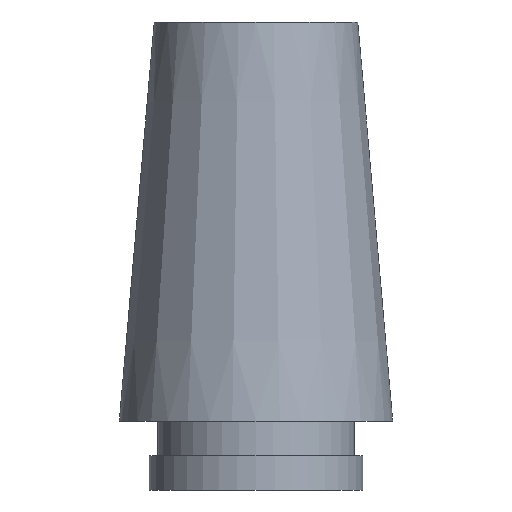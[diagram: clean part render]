
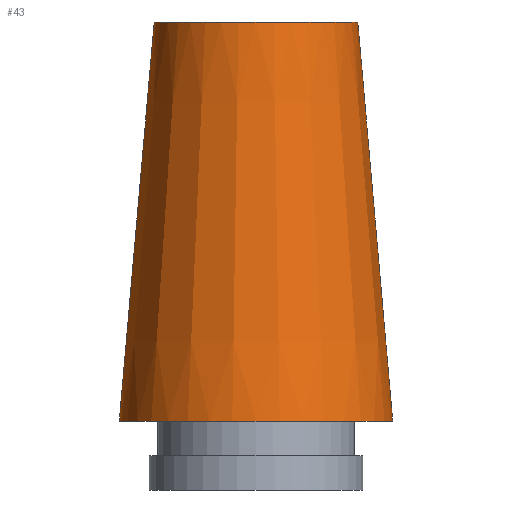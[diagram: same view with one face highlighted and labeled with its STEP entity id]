
A CAD part, front view. The second image highlights one B-rep face of the part: STEP entity #43.
In plain terms, the highlighted conical face has half-angle 5 degrees and reference radius 8.325 mm.
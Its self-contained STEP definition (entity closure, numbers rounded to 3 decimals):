
#34=CONICAL_SURFACE('',#135,8.325,5.);
#43=ADVANCED_FACE('',(#60,#61),#34,.T.);
#60=FACE_BOUND('',#76,.T.);
#61=FACE_BOUND('',#77,.T.);
#76=EDGE_LOOP('',(#92));
#77=EDGE_LOOP('',(#93));
#92=ORIENTED_EDGE('',*,*,#112,.T.);
#93=ORIENTED_EDGE('',*,*,#111,.F.);
#103=VERTEX_POINT('',#189);
#104=VERTEX_POINT('',#192);
#111=EDGE_CURVE('',#103,#103,#119,.T.);
#112=EDGE_CURVE('',#104,#104,#120,.T.);
#119=CIRCLE('',#132,8.325);
#120=CIRCLE('',#134,6.199);
#132=AXIS2_PLACEMENT_3D('',#188,#159,#160);
#134=AXIS2_PLACEMENT_3D('',#191,#163,#164);
#135=AXIS2_PLACEMENT_3D('',#193,#165,#166);
#159=DIRECTION('',(0.,0.,-1.));
#160=DIRECTION('',(-1.,0.,0.));
#163=DIRECTION('',(0.,0.,-1.));
#164=DIRECTION('',(-1.,0.,0.));
#165=DIRECTION('',(0.,0.,-1.));
#166=DIRECTION('',(-1.,0.,0.));
#188=CARTESIAN_POINT('',(0.,0.,-0.857));
#189=CARTESIAN_POINT('',(-8.325,0.,-0.857));
#191=CARTESIAN_POINT('',(0.,0.,23.443));
#192=CARTESIAN_POINT('',(-6.199,0.,23.443));
#193=CARTESIAN_POINT('',(0.,0.,-0.857));
